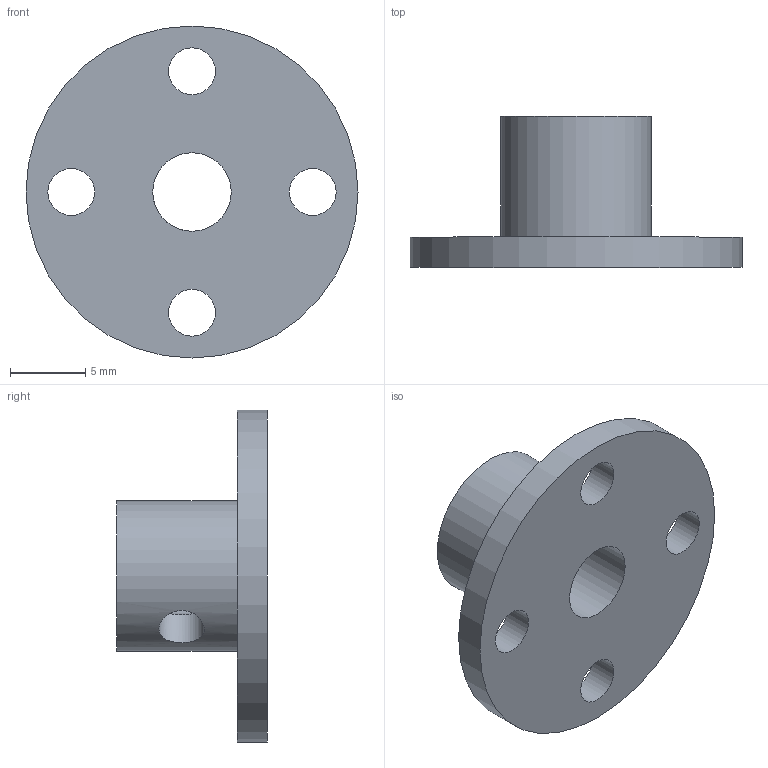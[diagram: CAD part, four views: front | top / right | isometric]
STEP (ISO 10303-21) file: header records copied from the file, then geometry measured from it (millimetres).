
FILE_DESCRIPTION(/* description */ (''),/* implementation_level */ '2;1');
FILE_NAME(/* name */ '',/* time_stamp */ '2025-12-14T17:09:14+03:00',/* author */ ('Zakhar'),/* organization */ (''),/* preprocessor_version */ 'ST-DEVELOPER v20',/* originating_system */ 'Autodesk Inventor 2024',/* authorisation */ '');
FILE_SCHEMA (('AUTOMOTIVE_DESIGN { 1 0 10303 214 3 1 1 }'));
Length unit declared in the file: millimetre
Products named in the file (1): Муфта
Bounding box: 22 x 10 x 22 mm (x, y, z)
Volume: 1098.5 mm3; surface area: 1297.4 mm2
Topology: 1 solids, 1 shells, 11 faces, 26 edges, 24 vertices
Faces by surface type: cylinder 8, plane 3
Full cylindrical faces by diameter (mm): 3 x1, 3.1 x4, 5.2 x1, 10 x1, 22 x1
Entity records: 478 total; most frequent: CARTESIAN_POINT 134, DIRECTION 60, ORIENTED_EDGE 52, EDGE_CURVE 26, AXIS2_PLACEMENT_3D 26, EDGE_LOOP 24, VERTEX_POINT 18, CIRCLE 14
